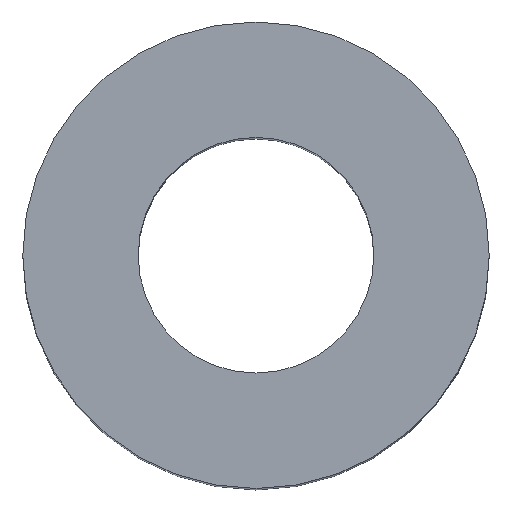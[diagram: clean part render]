
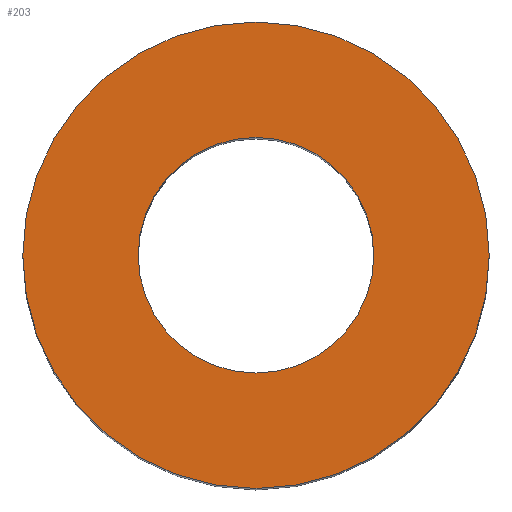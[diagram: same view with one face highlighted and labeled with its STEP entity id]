
A CAD part, top view. The second image highlights one B-rep face of the part: STEP entity #203.
In plain terms, the highlighted planar face has unit normal (0, 0, 1).
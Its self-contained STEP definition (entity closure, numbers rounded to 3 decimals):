
#3 = EDGE_CURVE ( 'NONE', #4, #150, #99, .T. ) ;
#4 = VERTEX_POINT ( 'NONE', #54 ) ;
#6 = EDGE_LOOP ( 'NONE', ( #107, #143 ) ) ;
#8 = EDGE_CURVE ( 'NONE', #124, #64, #74, .T. ) ;
#21 = AXIS2_PLACEMENT_3D ( 'NONE', #120, #53, #40 ) ;
#27 = CARTESIAN_POINT ( 'NONE',  ( 0., 0., 36. ) ) ;
#40 = DIRECTION ( 'NONE',  ( 1., 0., 0. ) ) ;
#41 = DIRECTION ( 'NONE',  ( 1., 0., 0. ) ) ;
#46 = ORIENTED_EDGE ( 'NONE', *, *, #98, .F. ) ;
#51 = AXIS2_PLACEMENT_3D ( 'NONE', #69, #116, #67 ) ;
#53 = DIRECTION ( 'NONE',  ( 0., 0., 1. ) ) ;
#54 = CARTESIAN_POINT ( 'NONE',  ( -9.9, 0., 36. ) ) ;
#58 = DIRECTION ( 'NONE',  ( 1., 0., 0. ) ) ;
#64 = VERTEX_POINT ( 'NONE', #75 ) ;
#65 = AXIS2_PLACEMENT_3D ( 'NONE', #27, #142, #58 ) ;
#67 = DIRECTION ( 'NONE',  ( 1., 0., 0. ) ) ;
#69 = CARTESIAN_POINT ( 'NONE',  ( 0., 0., 36. ) ) ;
#71 = FACE_BOUND ( 'NONE', #130, .T. ) ;
#73 = CARTESIAN_POINT ( 'NONE',  ( 9.9, 0., 36. ) ) ;
#74 = CIRCLE ( 'NONE', #51, 5. ) ;
#75 = CARTESIAN_POINT ( 'NONE',  ( 5., 0., 36. ) ) ;
#77 = AXIS2_PLACEMENT_3D ( 'NONE', #113, #144, #128 ) ;
#79 = CARTESIAN_POINT ( 'NONE',  ( 0., 0., 36. ) ) ;
#82 = CIRCLE ( 'NONE', #65, 9.9 ) ;
#90 = EDGE_CURVE ( 'NONE', #150, #4, #82, .T. ) ;
#92 = CARTESIAN_POINT ( 'NONE',  ( -5., 0., 36. ) ) ;
#98 = EDGE_CURVE ( 'NONE', #64, #124, #156, .T. ) ;
#99 = CIRCLE ( 'NONE', #21, 9.9 ) ;
#107 = ORIENTED_EDGE ( 'NONE', *, *, #3, .T. ) ;
#108 = DIRECTION ( 'NONE',  ( 0., 0., 1. ) ) ;
#113 = CARTESIAN_POINT ( 'NONE',  ( 0., 0., 36. ) ) ;
#114 = FACE_OUTER_BOUND ( 'NONE', #6, .T. ) ;
#116 = DIRECTION ( 'NONE',  ( 0., 0., 1. ) ) ;
#120 = CARTESIAN_POINT ( 'NONE',  ( 0., 0., 36. ) ) ;
#124 = VERTEX_POINT ( 'NONE', #92 ) ;
#128 = DIRECTION ( 'NONE',  ( 1., 0., 0. ) ) ;
#130 = EDGE_LOOP ( 'NONE', ( #179, #46 ) ) ;
#135 = AXIS2_PLACEMENT_3D ( 'NONE', #79, #108, #41 ) ;
#136 = PLANE ( 'NONE',  #77 ) ;
#142 = DIRECTION ( 'NONE',  ( 0., 0., 1. ) ) ;
#143 = ORIENTED_EDGE ( 'NONE', *, *, #90, .T. ) ;
#144 = DIRECTION ( 'NONE',  ( 0., 0., 1. ) ) ;
#150 = VERTEX_POINT ( 'NONE', #73 ) ;
#156 = CIRCLE ( 'NONE', #135, 5. ) ;
#179 = ORIENTED_EDGE ( 'NONE', *, *, #8, .F. ) ;
#203 = ADVANCED_FACE ( 'NONE', ( #114, #71 ), #136, .T. ) ;
